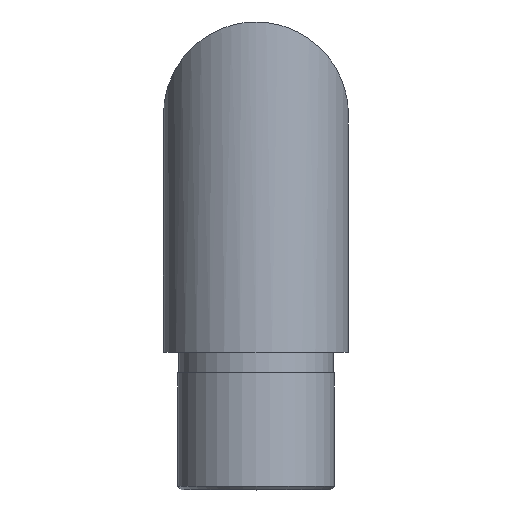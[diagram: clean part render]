
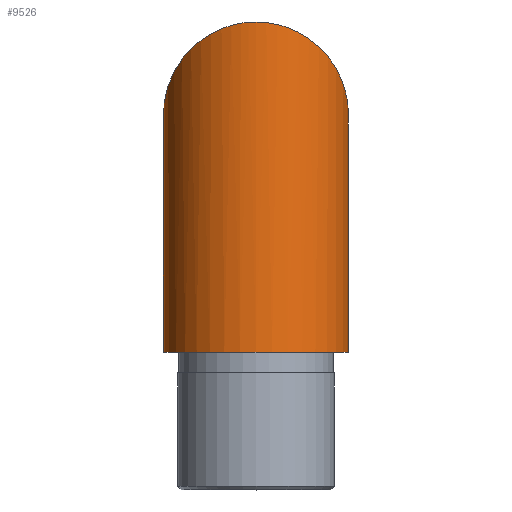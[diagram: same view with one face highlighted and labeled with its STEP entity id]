
A CAD part, top view. The second image highlights one B-rep face of the part: STEP entity #9526.
In plain terms, the highlighted cylindrical face has radius 13.45 mm (diameter 26.9 mm), a full revolution.
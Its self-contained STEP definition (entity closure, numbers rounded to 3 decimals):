
#211 = DIRECTION ( 'NONE',  ( 0., 1., 0. ) ) ;
#281 = FACE_OUTER_BOUND ( 'NONE', #484, .T. ) ;
#412 = CARTESIAN_POINT ( 'NONE',  ( 0., 21.1, -13.45 ) ) ;
#484 = EDGE_LOOP ( 'NONE', ( #9265 ) ) ;
#907 = DIRECTION ( 'NONE',  ( 0., 0., -1. ) ) ;
#1454 = CYLINDRICAL_SURFACE ( 'NONE', #8251, 13.45 ) ;
#1828 = VERTEX_POINT ( 'NONE', #412 ) ;
#2153 = EDGE_CURVE ( 'NONE', #6280, #6280, #10281, .T. ) ;
#2630 = FACE_OUTER_BOUND ( 'NONE', #7308, .T. ) ;
#2699 = DIRECTION ( 'NONE',  ( 0., 0., 1. ) ) ;
#2777 = CARTESIAN_POINT ( 'NONE',  ( 26.9, 48., 13.45 ) ) ;
#2811 = CARTESIAN_POINT ( 'NONE',  ( 0., 21.1, -13.45 ) ) ;
#2893 = CARTESIAN_POINT ( 'NONE',  ( 0., 0., 13.45 ) ) ;
#3537 =( BOUNDED_CURVE ( )  B_SPLINE_CURVE ( 3, ( #2811, #10386, #7838, #9436, #2777, #5295, #9542 ),
 .UNSPECIFIED., .T., .F. ) 
 B_SPLINE_CURVE_WITH_KNOTS ( ( 4, 3, 4 ),
 ( 0., 3.142, 6.283 ),
 .UNSPECIFIED. ) 
 CURVE ( )  GEOMETRIC_REPRESENTATION_ITEM ( )  RATIONAL_B_SPLINE_CURVE ( ( 1., 0.333, 0.333, 1., 0.333, 0.333, 1. ) ) 
 REPRESENTATION_ITEM ( '' )  );
#5295 = CARTESIAN_POINT ( 'NONE',  ( 26.9, 21.1, -13.45 ) ) ;
#6046 = AXIS2_PLACEMENT_3D ( 'NONE', #6085, #211, #2699 ) ;
#6085 = CARTESIAN_POINT ( 'NONE',  ( 0., 0., 0. ) ) ;
#6280 = VERTEX_POINT ( 'NONE', #2893 ) ;
#7308 = EDGE_LOOP ( 'NONE', ( #7585 ) ) ;
#7585 = ORIENTED_EDGE ( 'NONE', *, *, #9043, .F. ) ;
#7838 = CARTESIAN_POINT ( 'NONE',  ( -26.9, 48., 13.45 ) ) ;
#8251 = AXIS2_PLACEMENT_3D ( 'NONE', #10925, #10069, #907 ) ;
#9043 = EDGE_CURVE ( 'NONE', #1828, #1828, #3537, .T. ) ;
#9265 = ORIENTED_EDGE ( 'NONE', *, *, #2153, .T. ) ;
#9436 = CARTESIAN_POINT ( 'NONE',  ( 0., 48., 13.45 ) ) ;
#9526 = ADVANCED_FACE ( 'NONE', ( #281, #2630 ), #1454, .T. ) ;
#9542 = CARTESIAN_POINT ( 'NONE',  ( 0., 21.1, -13.45 ) ) ;
#10069 = DIRECTION ( 'NONE',  ( 0., -1., 0. ) ) ;
#10281 = CIRCLE ( 'NONE', #6046, 13.45 ) ;
#10386 = CARTESIAN_POINT ( 'NONE',  ( -26.9, 21.1, -13.45 ) ) ;
#10925 = CARTESIAN_POINT ( 'NONE',  ( 0., 72.592, 0. ) ) ;
